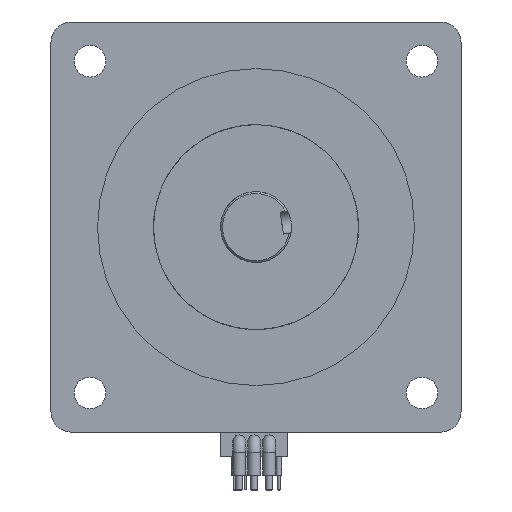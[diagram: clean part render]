
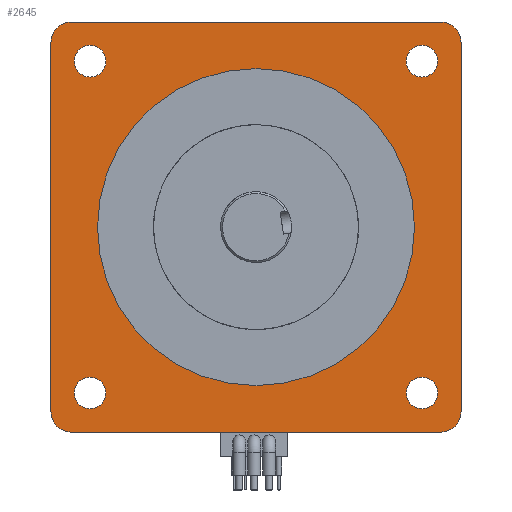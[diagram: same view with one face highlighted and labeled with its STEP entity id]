
A CAD part, front view. The second image highlights one B-rep face of the part: STEP entity #2645.
In plain terms, the highlighted planar face has unit normal (0, -1, 0).
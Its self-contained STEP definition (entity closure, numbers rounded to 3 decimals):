
#307=CIRCLE('',#3060,5.5);
#308=CIRCLE('',#3063,5.5);
#309=CIRCLE('',#3066,5.5);
#310=CIRCLE('',#3069,4.25);
#311=CIRCLE('',#3071,4.25);
#312=CIRCLE('',#3073,4.25);
#313=CIRCLE('',#3075,4.25);
#314=CIRCLE('',#3077,5.5);
#315=CIRCLE('',#3079,42.5);
#657=ORIENTED_EDGE('',*,*,#1233,.F.);
#658=ORIENTED_EDGE('',*,*,#1231,.F.);
#659=ORIENTED_EDGE('',*,*,#1230,.F.);
#660=ORIENTED_EDGE('',*,*,#1229,.F.);
#661=ORIENTED_EDGE('',*,*,#1228,.F.);
#662=ORIENTED_EDGE('',*,*,#1205,.F.);
#663=ORIENTED_EDGE('',*,*,#1232,.F.);
#664=ORIENTED_EDGE('',*,*,#1225,.F.);
#665=ORIENTED_EDGE('',*,*,#1221,.F.);
#666=ORIENTED_EDGE('',*,*,#1219,.F.);
#667=ORIENTED_EDGE('',*,*,#1214,.F.);
#668=ORIENTED_EDGE('',*,*,#1211,.F.);
#669=ORIENTED_EDGE('',*,*,#1207,.F.);
#1205=EDGE_CURVE('',#1515,#1516,#1742,.T.);
#1207=EDGE_CURVE('',#1516,#1517,#307,.T.);
#1211=EDGE_CURVE('',#1517,#1520,#1747,.T.);
#1214=EDGE_CURVE('',#1520,#1521,#308,.T.);
#1219=EDGE_CURVE('',#1521,#1524,#1754,.T.);
#1221=EDGE_CURVE('',#1524,#1525,#309,.T.);
#1225=EDGE_CURVE('',#1525,#1528,#1759,.T.);
#1228=EDGE_CURVE('',#1529,#1529,#310,.T.);
#1229=EDGE_CURVE('',#1530,#1530,#311,.T.);
#1230=EDGE_CURVE('',#1531,#1531,#312,.T.);
#1231=EDGE_CURVE('',#1532,#1532,#313,.T.);
#1232=EDGE_CURVE('',#1528,#1515,#314,.T.);
#1233=EDGE_CURVE('',#1533,#1533,#315,.T.);
#1515=VERTEX_POINT('',#4492);
#1516=VERTEX_POINT('',#4494);
#1517=VERTEX_POINT('',#4498);
#1520=VERTEX_POINT('',#4506);
#1521=VERTEX_POINT('',#4511);
#1524=VERTEX_POINT('',#4520);
#1525=VERTEX_POINT('',#4524);
#1528=VERTEX_POINT('',#4532);
#1529=VERTEX_POINT('',#4537);
#1530=VERTEX_POINT('',#4540);
#1531=VERTEX_POINT('',#4543);
#1532=VERTEX_POINT('',#4546);
#1533=VERTEX_POINT('',#4551);
#1742=LINE('',#4493,#1917);
#1747=LINE('',#4505,#1922);
#1754=LINE('',#4519,#1929);
#1759=LINE('',#4531,#1934);
#1917=VECTOR('',#3572,1000.);
#1922=VECTOR('',#3583,1000.);
#1929=VECTOR('',#3596,1000.);
#1934=VECTOR('',#3607,1000.);
#2074=EDGE_LOOP('',(#657));
#2075=EDGE_LOOP('',(#658));
#2076=EDGE_LOOP('',(#659));
#2077=EDGE_LOOP('',(#660));
#2078=EDGE_LOOP('',(#661));
#2079=EDGE_LOOP('',(#662,#663,#664,#665,#666,#667,#668,#669));
#2319=FACE_BOUND('',#2074,.T.);
#2320=FACE_BOUND('',#2075,.T.);
#2321=FACE_BOUND('',#2076,.T.);
#2322=FACE_BOUND('',#2077,.T.);
#2323=FACE_BOUND('',#2078,.T.);
#2324=FACE_BOUND('',#2079,.T.);
#2536=PLANE('',#3078);
#2645=ADVANCED_FACE('',(#2319,#2320,#2321,#2322,#2323,#2324),#2536,.F.);
#3060=AXIS2_PLACEMENT_3D('',#4497,#3576,#3577);
#3063=AXIS2_PLACEMENT_3D('',#4510,#3588,#3589);
#3066=AXIS2_PLACEMENT_3D('',#4523,#3600,#3601);
#3069=AXIS2_PLACEMENT_3D('',#4536,#3612,#3613);
#3071=AXIS2_PLACEMENT_3D('',#4539,#3616,#3617);
#3073=AXIS2_PLACEMENT_3D('',#4542,#3620,#3621);
#3075=AXIS2_PLACEMENT_3D('',#4545,#3624,#3625);
#3077=AXIS2_PLACEMENT_3D('',#4548,#3628,#3629);
#3078=AXIS2_PLACEMENT_3D('',#4549,#3630,#3631);
#3079=AXIS2_PLACEMENT_3D('',#4550,#3632,#3633);
#3572=DIRECTION('',(0.,0.,-1.));
#3576=DIRECTION('',(0.,1.,0.));
#3577=DIRECTION('',(1.,0.,0.));
#3583=DIRECTION('',(-1.,0.,0.));
#3588=DIRECTION('',(0.,1.,0.));
#3589=DIRECTION('',(1.,0.,0.));
#3596=DIRECTION('',(0.,0.,1.));
#3600=DIRECTION('',(0.,1.,0.));
#3601=DIRECTION('',(1.,0.,0.));
#3607=DIRECTION('',(1.,0.,0.));
#3612=DIRECTION('',(0.,-1.,0.));
#3613=DIRECTION('',(1.,0.,0.));
#3616=DIRECTION('',(0.,-1.,0.));
#3617=DIRECTION('',(1.,0.,0.));
#3620=DIRECTION('',(0.,-1.,0.));
#3621=DIRECTION('',(1.,0.,0.));
#3624=DIRECTION('',(0.,-1.,0.));
#3625=DIRECTION('',(1.,0.,0.));
#3628=DIRECTION('',(0.,1.,0.));
#3629=DIRECTION('',(-1.,0.,0.));
#3630=DIRECTION('',(0.,1.,0.));
#3631=DIRECTION('',(0.,0.,1.));
#3632=DIRECTION('',(0.,-1.,0.));
#3633=DIRECTION('',(1.,0.,0.));
#4492=CARTESIAN_POINT('',(55.,0.,49.5));
#4493=CARTESIAN_POINT('',(55.,0.,49.5));
#4494=CARTESIAN_POINT('',(55.,0.,-49.5));
#4497=CARTESIAN_POINT('',(49.5,0.,-49.5));
#4498=CARTESIAN_POINT('',(49.5,0.,-55.));
#4505=CARTESIAN_POINT('',(49.5,0.,-55.));
#4506=CARTESIAN_POINT('',(-49.5,0.,-55.));
#4510=CARTESIAN_POINT('',(-49.5,0.,-49.5));
#4511=CARTESIAN_POINT('',(-55.,0.,-49.5));
#4519=CARTESIAN_POINT('',(-55.,0.,-49.5));
#4520=CARTESIAN_POINT('',(-55.,0.,49.5));
#4523=CARTESIAN_POINT('',(-49.5,0.,49.5));
#4524=CARTESIAN_POINT('',(-49.5,0.,55.));
#4531=CARTESIAN_POINT('',(-49.5,0.,55.));
#4532=CARTESIAN_POINT('',(49.5,0.,55.));
#4536=CARTESIAN_POINT('',(-44.5,0.,-44.5));
#4537=CARTESIAN_POINT('',(-40.25,0.,-44.5));
#4539=CARTESIAN_POINT('',(44.5,0.,-44.5));
#4540=CARTESIAN_POINT('',(48.75,0.,-44.5));
#4542=CARTESIAN_POINT('',(44.5,0.,44.5));
#4543=CARTESIAN_POINT('',(48.75,0.,44.5));
#4545=CARTESIAN_POINT('',(-44.5,0.,44.5));
#4546=CARTESIAN_POINT('',(-40.25,0.,44.5));
#4548=CARTESIAN_POINT('',(49.5,0.,49.5));
#4549=CARTESIAN_POINT('',(49.5,0.,-49.5));
#4550=CARTESIAN_POINT('',(0.,0.,0.));
#4551=CARTESIAN_POINT('',(42.5,0.,0.));
